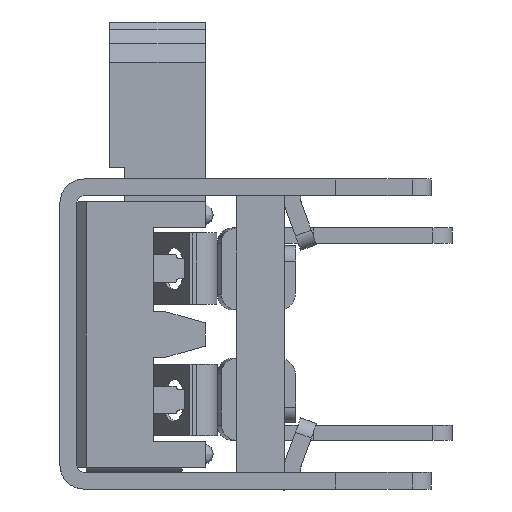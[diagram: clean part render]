
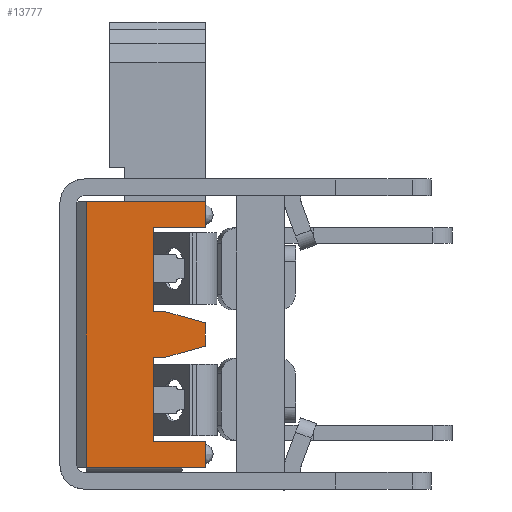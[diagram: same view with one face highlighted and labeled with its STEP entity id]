
A CAD part, left-side view. The second image highlights one B-rep face of the part: STEP entity #13777.
In plain terms, the highlighted planar face has unit normal (-1, 0, 0).
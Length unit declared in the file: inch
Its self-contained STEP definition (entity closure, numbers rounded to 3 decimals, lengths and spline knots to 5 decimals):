
#940=FACE_OUTER_BOUND('',#1615,.T.);
#1615=EDGE_LOOP('',(#12037,#12038,#12039,#12040,#12041,#12042,#12043,#12044,
#12045,#12046,#12047,#12048,#12049,#12050));
#3030=LINE('',#20981,#4579);
#3039=LINE('',#20999,#4588);
#3381=LINE('',#21981,#4930);
#3384=LINE('',#21989,#4933);
#3393=LINE('',#22161,#4942);
#3395=LINE('',#22166,#4944);
#3398=LINE('',#22172,#4947);
#3402=LINE('',#22179,#4951);
#3404=LINE('',#22184,#4953);
#3408=LINE('',#22191,#4957);
#3411=LINE('',#22197,#4960);
#3415=LINE('',#22203,#4964);
#3416=LINE('',#22205,#4965);
#3464=LINE('',#22309,#5013);
#4579=VECTOR('',#17200,0.3937);
#4588=VECTOR('',#17217,0.3937);
#4930=VECTOR('',#18107,0.3937);
#4933=VECTOR('',#18114,0.3937);
#4942=VECTOR('',#18201,0.3937);
#4944=VECTOR('',#18205,0.3937);
#4947=VECTOR('',#18210,0.3937);
#4951=VECTOR('',#18216,0.3937);
#4953=VECTOR('',#18220,0.3937);
#4957=VECTOR('',#18226,0.3937);
#4960=VECTOR('',#18231,0.3937);
#4964=VECTOR('',#18239,0.3937);
#4965=VECTOR('',#18242,0.3937);
#5013=VECTOR('',#18342,0.3937);
#5890=VERTEX_POINT('',#20978);
#5891=VERTEX_POINT('',#20980);
#5895=VERTEX_POINT('',#20996);
#5896=VERTEX_POINT('',#20998);
#6213=VERTEX_POINT('',#21978);
#6214=VERTEX_POINT('',#21980);
#6216=VERTEX_POINT('',#21986);
#6217=VERTEX_POINT('',#21988);
#6235=VERTEX_POINT('',#22165);
#6237=VERTEX_POINT('',#22171);
#6239=VERTEX_POINT('',#22177);
#6241=VERTEX_POINT('',#22183);
#6243=VERTEX_POINT('',#22189);
#6245=VERTEX_POINT('',#22195);
#7612=EDGE_CURVE('',#5891,#5890,#3030,.T.);
#7622=EDGE_CURVE('',#5896,#5895,#3039,.T.);
#8093=EDGE_CURVE('',#6214,#6213,#3381,.T.);
#8097=EDGE_CURVE('',#6217,#6216,#3384,.T.);
#8126=EDGE_CURVE('',#5891,#5895,#3393,.T.);
#8128=EDGE_CURVE('',#6235,#6217,#3395,.T.);
#8131=EDGE_CURVE('',#6237,#6235,#3398,.T.);
#8135=EDGE_CURVE('',#6216,#6239,#3402,.T.);
#8137=EDGE_CURVE('',#6241,#6214,#3404,.T.);
#8141=EDGE_CURVE('',#6213,#6243,#3408,.T.);
#8144=EDGE_CURVE('',#6243,#6245,#3411,.T.);
#8148=EDGE_CURVE('',#6237,#6245,#3415,.T.);
#8149=EDGE_CURVE('',#6241,#5890,#3416,.T.);
#8200=EDGE_CURVE('',#5896,#6239,#3464,.T.);
#12037=ORIENTED_EDGE('',*,*,#8126,.F.);
#12038=ORIENTED_EDGE('',*,*,#7612,.T.);
#12039=ORIENTED_EDGE('',*,*,#8149,.F.);
#12040=ORIENTED_EDGE('',*,*,#8137,.T.);
#12041=ORIENTED_EDGE('',*,*,#8093,.T.);
#12042=ORIENTED_EDGE('',*,*,#8141,.T.);
#12043=ORIENTED_EDGE('',*,*,#8144,.T.);
#12044=ORIENTED_EDGE('',*,*,#8148,.F.);
#12045=ORIENTED_EDGE('',*,*,#8131,.T.);
#12046=ORIENTED_EDGE('',*,*,#8128,.T.);
#12047=ORIENTED_EDGE('',*,*,#8097,.T.);
#12048=ORIENTED_EDGE('',*,*,#8135,.T.);
#12049=ORIENTED_EDGE('',*,*,#8200,.F.);
#12050=ORIENTED_EDGE('',*,*,#7622,.T.);
#12508=PLANE('',#14797);
#13777=ADVANCED_FACE('',(#940),#12508,.T.);
#14797=AXIS2_PLACEMENT_3D('',#22310,#18343,#18344);
#17200=DIRECTION('',(0.,-1.,0.));
#17217=DIRECTION('',(0.,1.,0.));
#18107=DIRECTION('',(0.,0.,1.));
#18114=DIRECTION('',(0.,0.,1.));
#18201=DIRECTION('',(0.,0.,1.));
#18205=DIRECTION('',(0.,1.,0.));
#18210=DIRECTION('',(0.,0.962,0.272));
#18216=DIRECTION('',(0.,-1.,0.));
#18220=DIRECTION('',(0.,1.,0.));
#18226=DIRECTION('',(0.,-1.,0.));
#18231=DIRECTION('',(0.,-0.962,0.272));
#18239=DIRECTION('',(0.,0.,-1.));
#18242=DIRECTION('',(0.,0.,-1.));
#18342=DIRECTION('',(0.,0.,-1.));
#18343=DIRECTION('center_axis',(-1.,0.,0.));
#18344=DIRECTION('ref_axis',(0.,0.,
1.));
#20978=CARTESIAN_POINT('',(0.96507,-0.20025,-0.05138));
#20980=CARTESIAN_POINT('',(0.96507,-0.04525,-0.05138));
#20981=CARTESIAN_POINT('',(0.96507,-0.20025,-0.05138));
#20996=CARTESIAN_POINT('',(0.96507,-0.04525,0.29462));
#20998=CARTESIAN_POINT('',(0.96507,-0.20025,0.29462));
#20999=CARTESIAN_POINT('',(0.96507,-0.20025,0.29462));
#21978=CARTESIAN_POINT('',(0.96507,-0.13225,0.09162));
#21980=CARTESIAN_POINT('',(0.96507,-0.13225,-0.01738));
#21981=CARTESIAN_POINT('',(0.96507,-0.13225,0.10662));
#21986=CARTESIAN_POINT('',(0.96507,-0.13225,0.26062));
#21988=CARTESIAN_POINT('',(0.96507,-0.13225,0.15162));
#21989=CARTESIAN_POINT('',(0.96507,-0.13225,0.19112));
#22161=CARTESIAN_POINT('',(0.96507,-0.04525,0.12162));
#22165=CARTESIAN_POINT('',(0.96507,-0.14725,0.15162));
#22166=CARTESIAN_POINT('',(0.96507,-0.16625,0.15162));
#22171=CARTESIAN_POINT('',(0.96507,-0.20025,0.13662));
#22172=CARTESIAN_POINT('',(0.96507,-0.17572,0.14357));
#22177=CARTESIAN_POINT('',(0.96507,-0.20025,0.26062));
#22179=CARTESIAN_POINT('',(0.96507,-0.20025,0.26062));
#22183=CARTESIAN_POINT('',(0.96507,-0.20025,-0.01738));
#22184=CARTESIAN_POINT('',(0.96507,-0.16625,-0.01738));
#22189=CARTESIAN_POINT('',(0.96507,-0.14725,0.09162));
#22191=CARTESIAN_POINT('',(0.96507,-0.17375,0.09162));
#22195=CARTESIAN_POINT('',(0.96507,-0.20025,0.10662));
#22197=CARTESIAN_POINT('',(0.96507,-0.20222,0.10718));
#22203=CARTESIAN_POINT('',(0.96507,-0.20025,0.12162));
#22205=CARTESIAN_POINT('',(0.96507,-0.20025,0.12162));
#22309=CARTESIAN_POINT('',(0.96507,-0.20025,0.12162));
#22310=CARTESIAN_POINT('Origin',(0.96507,-0.20025,0.12162));
